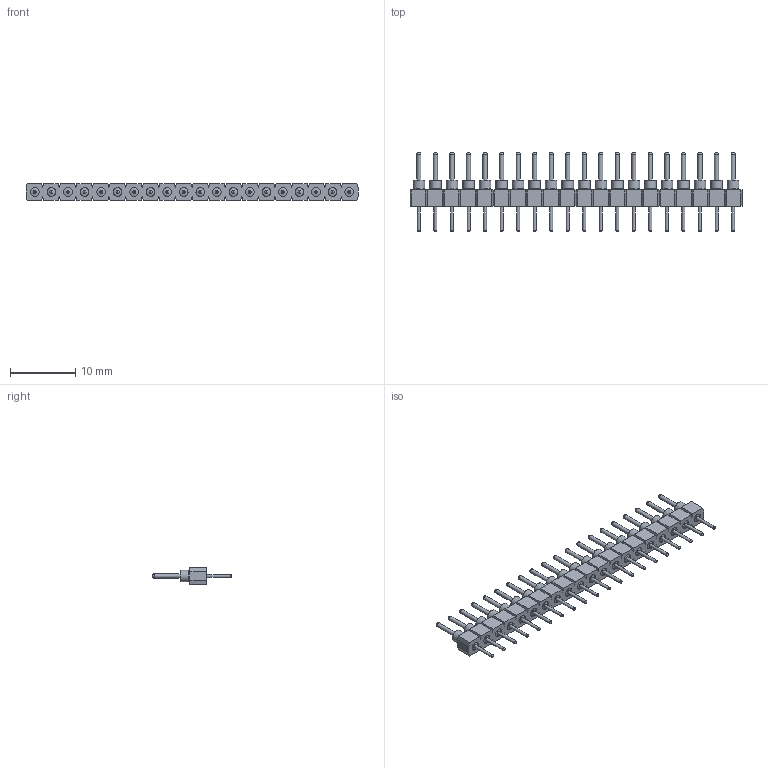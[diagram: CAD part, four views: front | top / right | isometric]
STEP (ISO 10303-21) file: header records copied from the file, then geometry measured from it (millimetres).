
FILE_DESCRIPTION(/* description */ ('STEP AP214'),/* implementation_level */ '2;1');
FILE_NAME(/* name */ 'TS-120-T-A',/* time_stamp */ '2024-10-26T10:38:37+02:00',/* author */ ('License CC BY-ND 4.0'),/* organization */ ('CADENAS'),/* preprocessor_version */ 'ST-DEVELOPER v19.3',/* originating_system */ 'PARTsolutions',/* authorisation */ ' ');
FILE_SCHEMA (('AUTOMOTIVE_DESIGN {1 0 10303 214 3 1 1}'));
Length unit declared in the file: inch
Products named in the file (3): TS-120-T-A; TS-120-G-A_socket; -101-G-A_pins
Assembly tree (21 placements, depth 2):
  TS-120-T-A
    TS-120-G-A_socket
    -101-G-A_pins  x20
Bounding box: 51 x 12.12 x 2.54 mm (x, y, z)
Volume: 408.8 mm3; surface area: 1539 mm2
Topology: 21 solids, 21 shells, 464 faces, 986 edges, 644 vertices
Faces by surface type: plane 244, cylinder 140, cone 40, torus 40
Full cylindrical faces by diameter (mm): 0.457 x20, 0.635 x20, 1.321 x60, 1.778 x40
Entity records: 6030 total; most frequent: CARTESIAN_POINT 1016, DIRECTION 992, ORIENTED_EDGE 918, EDGE_CURVE 459, LINE 366, VECTOR 366, VERTEX_POINT 337, AXIS2_PLACEMENT_3D 313
